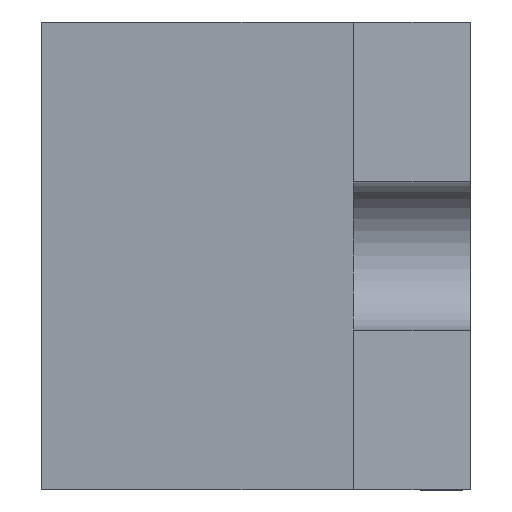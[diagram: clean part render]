
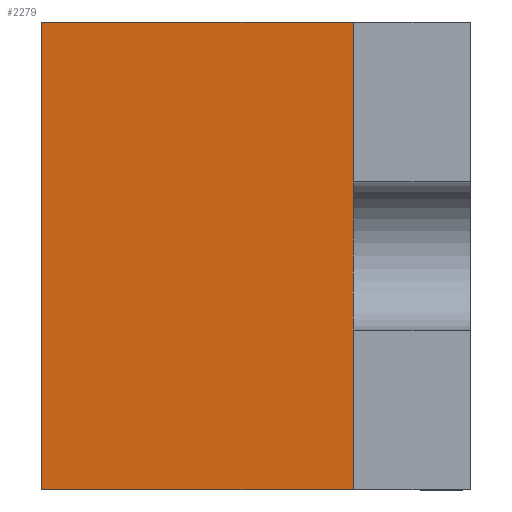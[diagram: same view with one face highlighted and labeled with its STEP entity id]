
A CAD part, left-side view. The second image highlights one B-rep face of the part: STEP entity #2279.
In plain terms, the highlighted planar face has unit normal (-0.996, 0.087, 0).
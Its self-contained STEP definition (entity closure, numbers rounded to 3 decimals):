
#2 = VECTOR ( 'NONE', #77, 1000. ) ;
#77 = DIRECTION ( 'NONE',  ( 0., 0., 1. ) ) ;
#138 = CARTESIAN_POINT ( 'NONE',  ( -0.528, 1.1, -3.939 ) ) ;
#147 = VERTEX_POINT ( 'NONE', #1478 ) ;
#194 = VECTOR ( 'NONE', #1061, 1000. ) ;
#286 = VECTOR ( 'NONE', #1125, 1000. ) ;
#356 = VECTOR ( 'NONE', #1627, 1000. ) ;
#394 = VERTEX_POINT ( 'NONE', #2232 ) ;
#501 = PLANE ( 'NONE',  #1405 ) ;
#657 = FACE_OUTER_BOUND ( 'NONE', #1772, .T. ) ;
#858 = CARTESIAN_POINT ( 'NONE',  ( -0.6, 0.28, -3.939 ) ) ;
#910 = CARTESIAN_POINT ( 'NONE',  ( -0.62, 0.054, -3.939 ) ) ;
#956 = CARTESIAN_POINT ( 'NONE',  ( -0.62, 0.054, -0.6 ) ) ;
#995 = ORIENTED_EDGE ( 'NONE', *, *, #1067, .T. ) ;
#1061 = DIRECTION ( 'NONE',  ( 0.087, 0.996, 0. ) ) ;
#1067 = EDGE_CURVE ( 'NONE', #147, #2363, #1668, .T. ) ;
#1123 = DIRECTION ( 'NONE',  ( 0.996, -0.087, 0. ) ) ;
#1125 = DIRECTION ( 'NONE',  ( 0., 0., 1. ) ) ;
#1199 = LINE ( 'NONE', #956, #356 ) ;
#1228 = LINE ( 'NONE', #2036, #194 ) ;
#1294 = EDGE_CURVE ( 'NONE', #2257, #394, #1608, .T. ) ;
#1379 = EDGE_CURVE ( 'NONE', #2257, #147, #1199, .T. ) ;
#1405 = AXIS2_PLACEMENT_3D ( 'NONE', #910, #1123, #1869 ) ;
#1478 = CARTESIAN_POINT ( 'NONE',  ( -0.6, 0.28, -0.6 ) ) ;
#1486 = ORIENTED_EDGE ( 'NONE', *, *, #1379, .T. ) ;
#1542 = CARTESIAN_POINT ( 'NONE',  ( -0.6, 0.28, 0.6 ) ) ;
#1608 = LINE ( 'NONE', #138, #286 ) ;
#1627 = DIRECTION ( 'NONE',  ( -0.087, -0.996, 0. ) ) ;
#1668 = LINE ( 'NONE', #858, #2 ) ;
#1684 = CARTESIAN_POINT ( 'NONE',  ( -0.528, 1.1, -0.6 ) ) ;
#1772 = EDGE_LOOP ( 'NONE', ( #2381, #1486, #995, #1904 ) ) ;
#1869 = DIRECTION ( 'NONE',  ( 0.087, 0.996, 0. ) ) ;
#1904 = ORIENTED_EDGE ( 'NONE', *, *, #2119, .T. ) ;
#2036 = CARTESIAN_POINT ( 'NONE',  ( -0.62, 0.054, 0.6 ) ) ;
#2119 = EDGE_CURVE ( 'NONE', #2363, #394, #1228, .T. ) ;
#2232 = CARTESIAN_POINT ( 'NONE',  ( -0.528, 1.1, 0.6 ) ) ;
#2257 = VERTEX_POINT ( 'NONE', #1684 ) ;
#2279 = ADVANCED_FACE ( 'NONE', ( #657 ), #501, .F. ) ;
#2363 = VERTEX_POINT ( 'NONE', #1542 ) ;
#2381 = ORIENTED_EDGE ( 'NONE', *, *, #1294, .F. ) ;
